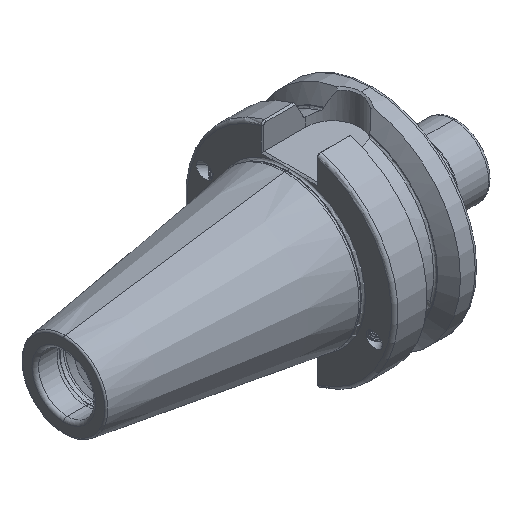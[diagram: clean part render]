
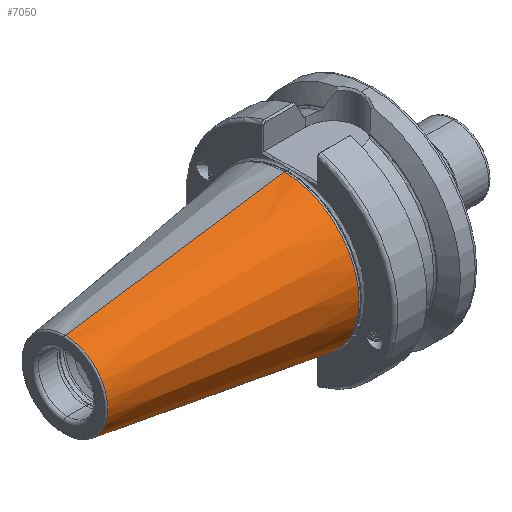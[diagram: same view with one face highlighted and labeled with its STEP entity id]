
A CAD part, isometric view. The second image highlights one B-rep face of the part: STEP entity #7050.
In plain terms, the highlighted conical face has half-angle 8.297 degrees and reference radius 22.298 mm.
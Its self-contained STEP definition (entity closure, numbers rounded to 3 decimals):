
#1270 = CONICAL_SURFACE ( 'NONE', #6870, 22.298, 0.145 ) ;
#1454 = CIRCLE ( 'NONE', #6962, 22.298 ) ;
#1455 = CIRCLE ( 'NONE', #6961, 12.75 ) ;
#1562 = VECTOR ( 'NONE', #3117, 1000. ) ;
#1564 = VECTOR ( 'NONE', #3123, 1000. ) ;
#1607 = CARTESIAN_POINT ( 'NONE',  ( -1.5, 0., 0. ) ) ;
#1608 = DIRECTION ( 'NONE',  ( 1., 0., 0. ) ) ;
#1609 = DIRECTION ( 'NONE',  ( 0., 0., -1. ) ) ;
#1610 = CARTESIAN_POINT ( 'NONE',  ( -66.972, 0., 0. ) ) ;
#1611 = DIRECTION ( 'NONE',  ( 1., 0., 0. ) ) ;
#1612 = DIRECTION ( 'NONE',  ( 0., 0., -1. ) ) ;
#2388 = VERTEX_POINT ( 'NONE', #11776 ) ;
#2389 = VERTEX_POINT ( 'NONE', #11777 ) ;
#2390 = VERTEX_POINT ( 'NONE', #11778 ) ;
#2391 = VERTEX_POINT ( 'NONE', #11779 ) ;
#3115 = LINE ( 'NONE', #3116, #1562 ) ;
#3116 = CARTESIAN_POINT ( 'NONE',  ( -1.5, 0., 22.298 ) ) ;
#3117 = DIRECTION ( 'NONE',  ( 0.99, 0., 0.144 ) ) ;
#3121 = LINE ( 'NONE', #3122, #1564 ) ;
#3122 = CARTESIAN_POINT ( 'NONE',  ( -1.5, 0., -22.298 ) ) ;
#3123 = DIRECTION ( 'NONE',  ( 0.99, 0., -0.144 ) ) ;
#6217 = EDGE_LOOP ( 'NONE', ( #10292, #10294, #10296, #10290 ) ) ;
#6867 = FACE_OUTER_BOUND ( 'NONE', #6217, .T. ) ;
#6870 = AXIS2_PLACEMENT_3D ( 'NONE', #8640, #8641, #8642 ) ;
#6961 = AXIS2_PLACEMENT_3D ( 'NONE', #1610, #1611, #1612 ) ;
#6962 = AXIS2_PLACEMENT_3D ( 'NONE', #1607, #1608, #1609 ) ;
#7050 = ADVANCED_FACE ( 'NONE', ( #6867 ), #1270, .T. ) ;
#8640 = CARTESIAN_POINT ( 'NONE',  ( -1.5, 0., 0. ) ) ;
#8641 = DIRECTION ( 'NONE',  ( 1., 0., 0. ) ) ;
#8642 = DIRECTION ( 'NONE',  ( 0., 0., -1. ) ) ;
#10290 = ORIENTED_EDGE ( 'NONE', *, *, #12951, .F. ) ;
#10292 = ORIENTED_EDGE ( 'NONE', *, *, #12828, .F. ) ;
#10294 = ORIENTED_EDGE ( 'NONE', *, *, #12952, .T. ) ;
#10296 = ORIENTED_EDGE ( 'NONE', *, *, #12830, .T. ) ;
#11776 = CARTESIAN_POINT ( 'NONE',  ( -66.972, 0., 12.75 ) ) ;
#11777 = CARTESIAN_POINT ( 'NONE',  ( -66.972, 0., -12.75 ) ) ;
#11778 = CARTESIAN_POINT ( 'NONE',  ( -1.5, 0., 22.298 ) ) ;
#11779 = CARTESIAN_POINT ( 'NONE',  ( -1.5, 0., -22.298 ) ) ;
#12828 = EDGE_CURVE ( 'NONE', #2388, #2390, #3115, .T. ) ;
#12830 = EDGE_CURVE ( 'NONE', #2389, #2391, #3121, .T. ) ;
#12951 = EDGE_CURVE ( 'NONE', #2390, #2391, #1454, .T. ) ;
#12952 = EDGE_CURVE ( 'NONE', #2388, #2389, #1455, .T. ) ;
